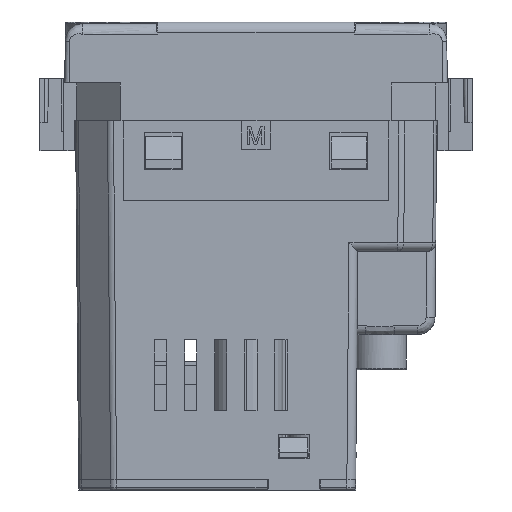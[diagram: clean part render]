
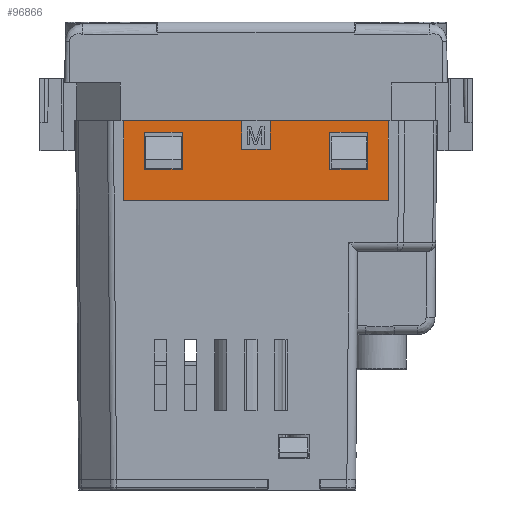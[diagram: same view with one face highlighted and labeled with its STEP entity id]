
A CAD part, left-side view. The second image highlights one B-rep face of the part: STEP entity #96866.
In plain terms, the highlighted planar face has unit normal (-1, 0, 0).
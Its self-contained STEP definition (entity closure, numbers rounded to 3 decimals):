
#184 = LINE ( 'NONE', #70901, #84810 ) ;
#792 = LINE ( 'NONE', #55364, #106533 ) ;
#2155 = ORIENTED_EDGE ( 'NONE', *, *, #24131, .F. ) ;
#2638 = VERTEX_POINT ( 'NONE', #69638 ) ;
#2667 = CARTESIAN_POINT ( 'NONE',  ( -23.5, -15., 0. ) ) ;
#3173 = VECTOR ( 'NONE', #50069, 1000. ) ;
#3521 = LINE ( 'NONE', #95075, #80497 ) ;
#3874 = CARTESIAN_POINT ( 'NONE',  ( -23.5, -1.6, 0. ) ) ;
#5028 = VERTEX_POINT ( 'NONE', #122647 ) ;
#8745 = DIRECTION ( 'NONE',  ( 0., 1., 0. ) ) ;
#12245 = VERTEX_POINT ( 'NONE', #54893 ) ;
#12651 = LINE ( 'NONE', #93215, #17249 ) ;
#12890 = ORIENTED_EDGE ( 'NONE', *, *, #89979, .T. ) ;
#13111 = DIRECTION ( 'NONE',  ( 0., 1., 0. ) ) ;
#13313 = VECTOR ( 'NONE', #58785, 1000. ) ;
#13909 = EDGE_LOOP ( 'NONE', ( #18435, #49379, #2155, #60485, #21348, #37637, #12890, #18776 ) ) ;
#14410 = FACE_OUTER_BOUND ( 'NONE', #13909, .T. ) ;
#15511 = CARTESIAN_POINT ( 'NONE',  ( -23.5, 8.35, -5.5 ) ) ;
#15556 = AXIS2_PLACEMENT_3D ( 'NONE', #122988, #84513, #83694 ) ;
#16541 = DIRECTION ( 'NONE',  ( 0., 0., -1. ) ) ;
#17015 = EDGE_LOOP ( 'NONE', ( #39395, #123306, #64594, #90848 ) ) ;
#17249 = VECTOR ( 'NONE', #83901, 1000. ) ;
#18435 = ORIENTED_EDGE ( 'NONE', *, *, #105181, .T. ) ;
#18475 = CARTESIAN_POINT ( 'NONE',  ( -23.5, 8.35, -1.3 ) ) ;
#18507 = CARTESIAN_POINT ( 'NONE',  ( -23.5, -12.65, -1.3 ) ) ;
#18776 = ORIENTED_EDGE ( 'NONE', *, *, #83252, .T. ) ;
#19641 = LINE ( 'NONE', #3874, #113292 ) ;
#21348 = ORIENTED_EDGE ( 'NONE', *, *, #21360, .T. ) ;
#21360 = EDGE_CURVE ( 'NONE', #83213, #120107, #104343, .T. ) ;
#23743 = CARTESIAN_POINT ( 'NONE',  ( -23.5, 8.35, -5.5 ) ) ;
#24082 = ORIENTED_EDGE ( 'NONE', *, *, #32694, .F. ) ;
#24131 = EDGE_CURVE ( 'NONE', #107229, #97538, #64650, .T. ) ;
#24744 = VECTOR ( 'NONE', #52089, 1000. ) ;
#29590 = CARTESIAN_POINT ( 'NONE',  ( -23.5, 12.65, -5.5 ) ) ;
#30759 = VERTEX_POINT ( 'NONE', #105870 ) ;
#31268 = CARTESIAN_POINT ( 'NONE',  ( -23.5, -1.6, -3.2 ) ) ;
#31480 = VECTOR ( 'NONE', #13111, 1000. ) ;
#32040 = ORIENTED_EDGE ( 'NONE', *, *, #53067, .F. ) ;
#32694 = EDGE_CURVE ( 'NONE', #74021, #57386, #792, .T. ) ;
#34393 = CARTESIAN_POINT ( 'NONE',  ( -23.5, -8.35, -5.5 ) ) ;
#34849 = CARTESIAN_POINT ( 'NONE',  ( -23.5, -15., 0. ) ) ;
#36210 = EDGE_CURVE ( 'NONE', #96403, #36884, #86020, .T. ) ;
#36884 = VERTEX_POINT ( 'NONE', #100321 ) ;
#37086 = LINE ( 'NONE', #18475, #76297 ) ;
#37637 = ORIENTED_EDGE ( 'NONE', *, *, #38292, .T. ) ;
#37981 = CARTESIAN_POINT ( 'NONE',  ( -23.5, -1.6, -3.2 ) ) ;
#38292 = EDGE_CURVE ( 'NONE', #120107, #115702, #78788, .T. ) ;
#38621 = DIRECTION ( 'NONE',  ( 0., 1., 0. ) ) ;
#39395 = ORIENTED_EDGE ( 'NONE', *, *, #77981, .F. ) ;
#48826 = CARTESIAN_POINT ( 'NONE',  ( -23.5, -12.65, -5.5 ) ) ;
#49196 = FACE_BOUND ( 'NONE', #17015, .T. ) ;
#49379 = ORIENTED_EDGE ( 'NONE', *, *, #55956, .T. ) ;
#50069 = DIRECTION ( 'NONE',  ( 0., 0., 1. ) ) ;
#52089 = DIRECTION ( 'NONE',  ( 0., -1., 0. ) ) ;
#53067 = EDGE_CURVE ( 'NONE', #57386, #2638, #95764, .T. ) ;
#54893 = CARTESIAN_POINT ( 'NONE',  ( -23.5, 1.6, 0. ) ) ;
#55364 = CARTESIAN_POINT ( 'NONE',  ( -23.5, -8.35, -1.3 ) ) ;
#55956 = EDGE_CURVE ( 'NONE', #12245, #97538, #124166, .T. ) ;
#57058 = EDGE_CURVE ( 'NONE', #2638, #5028, #66607, .T. ) ;
#57386 = VERTEX_POINT ( 'NONE', #34393 ) ;
#58785 = DIRECTION ( 'NONE',  ( 0., 0., 1. ) ) ;
#59184 = VERTEX_POINT ( 'NONE', #101469 ) ;
#60485 = ORIENTED_EDGE ( 'NONE', *, *, #95181, .F. ) ;
#64395 = VECTOR ( 'NONE', #38621, 1000. ) ;
#64594 = ORIENTED_EDGE ( 'NONE', *, *, #107220, .F. ) ;
#64650 = LINE ( 'NONE', #78985, #13313 ) ;
#66607 = LINE ( 'NONE', #48826, #3173 ) ;
#66611 = CARTESIAN_POINT ( 'NONE',  ( -23.5, -8.35, -1.3 ) ) ;
#69638 = CARTESIAN_POINT ( 'NONE',  ( -23.5, -12.65, -5.5 ) ) ;
#70901 = CARTESIAN_POINT ( 'NONE',  ( -23.5, 12.65, -5.5 ) ) ;
#72064 = EDGE_CURVE ( 'NONE', #59184, #108542, #3521, .T. ) ;
#72813 = VECTOR ( 'NONE', #107778, 1000. ) ;
#73761 = VECTOR ( 'NONE', #123233, 1000. ) ;
#74021 = VERTEX_POINT ( 'NONE', #66611 ) ;
#74443 = PLANE ( 'NONE',  #15556 ) ;
#75603 = VERTEX_POINT ( 'NONE', #37981 ) ;
#75661 = VECTOR ( 'NONE', #103134, 1000. ) ;
#76297 = VECTOR ( 'NONE', #8745, 1000. ) ;
#77380 = CARTESIAN_POINT ( 'NONE',  ( -23.5, -15., -9. ) ) ;
#77981 = EDGE_CURVE ( 'NONE', #36884, #59184, #37086, .T. ) ;
#78788 = LINE ( 'NONE', #80415, #86408 ) ;
#78985 = CARTESIAN_POINT ( 'NONE',  ( -23.5, 15., -9. ) ) ;
#79511 = LINE ( 'NONE', #77380, #64395 ) ;
#79789 = LINE ( 'NONE', #31268, #31480 ) ;
#80415 = CARTESIAN_POINT ( 'NONE',  ( -23.5, -15., 0. ) ) ;
#80497 = VECTOR ( 'NONE', #104772, 1000. ) ;
#81384 = CARTESIAN_POINT ( 'NONE',  ( -23.5, 15., -9. ) ) ;
#81698 = ORIENTED_EDGE ( 'NONE', *, *, #94461, .F. ) ;
#83213 = VERTEX_POINT ( 'NONE', #100047 ) ;
#83252 = EDGE_CURVE ( 'NONE', #75603, #30759, #79789, .T. ) ;
#83694 = DIRECTION ( 'NONE',  ( 0., 1., 0. ) ) ;
#83901 = DIRECTION ( 'NONE',  ( 0., 0., 1. ) ) ;
#84513 = DIRECTION ( 'NONE',  ( 1., 0., 0. ) ) ;
#84810 = VECTOR ( 'NONE', #112689, 1000. ) ;
#86020 = LINE ( 'NONE', #23743, #92102 ) ;
#86408 = VECTOR ( 'NONE', #119724, 1000. ) ;
#86948 = FACE_BOUND ( 'NONE', #100166, .T. ) ;
#89970 = DIRECTION ( 'NONE',  ( 0., 0., -1. ) ) ;
#89979 = EDGE_CURVE ( 'NONE', #115702, #75603, #19641, .T. ) ;
#90848 = ORIENTED_EDGE ( 'NONE', *, *, #72064, .F. ) ;
#92102 = VECTOR ( 'NONE', #119196, 1000. ) ;
#92159 = CARTESIAN_POINT ( 'NONE',  ( -23.5, -15., -9. ) ) ;
#93215 = CARTESIAN_POINT ( 'NONE',  ( -23.5, 1.6, -3.2 ) ) ;
#94461 = EDGE_CURVE ( 'NONE', #5028, #74021, #125140, .T. ) ;
#95075 = CARTESIAN_POINT ( 'NONE',  ( -23.5, 12.65, -1.3 ) ) ;
#95181 = EDGE_CURVE ( 'NONE', #83213, #107229, #79511, .T. ) ;
#95764 = LINE ( 'NONE', #109498, #24744 ) ;
#96403 = VERTEX_POINT ( 'NONE', #15511 ) ;
#96633 = ORIENTED_EDGE ( 'NONE', *, *, #57058, .F. ) ;
#96866 = ADVANCED_FACE ( 'NONE', ( #86948, #49196, #14410 ), #74443, .F. ) ;
#97538 = VERTEX_POINT ( 'NONE', #116479 ) ;
#100047 = CARTESIAN_POINT ( 'NONE',  ( -23.5, -15., -9. ) ) ;
#100166 = EDGE_LOOP ( 'NONE', ( #24082, #81698, #96633, #32040 ) ) ;
#100321 = CARTESIAN_POINT ( 'NONE',  ( -23.5, 8.35, -1.3 ) ) ;
#101469 = CARTESIAN_POINT ( 'NONE',  ( -23.5, 12.65, -1.3 ) ) ;
#103134 = DIRECTION ( 'NONE',  ( 0., 0., 1. ) ) ;
#104343 = LINE ( 'NONE', #92159, #75661 ) ;
#104772 = DIRECTION ( 'NONE',  ( 0., 0., -1. ) ) ;
#105181 = EDGE_CURVE ( 'NONE', #30759, #12245, #12651, .T. ) ;
#105870 = CARTESIAN_POINT ( 'NONE',  ( -23.5, 1.6, -3.2 ) ) ;
#106533 = VECTOR ( 'NONE', #16541, 1000. ) ;
#107220 = EDGE_CURVE ( 'NONE', #108542, #96403, #184, .T. ) ;
#107229 = VERTEX_POINT ( 'NONE', #81384 ) ;
#107778 = DIRECTION ( 'NONE',  ( 0., 1., 0. ) ) ;
#108542 = VERTEX_POINT ( 'NONE', #29590 ) ;
#109498 = CARTESIAN_POINT ( 'NONE',  ( -23.5, -8.35, -5.5 ) ) ;
#109946 = CARTESIAN_POINT ( 'NONE',  ( -23.5, -1.6, 0. ) ) ;
#112689 = DIRECTION ( 'NONE',  ( 0., -1., 0. ) ) ;
#113292 = VECTOR ( 'NONE', #89970, 1000. ) ;
#115702 = VERTEX_POINT ( 'NONE', #109946 ) ;
#116479 = CARTESIAN_POINT ( 'NONE',  ( -23.5, 15., 0. ) ) ;
#119196 = DIRECTION ( 'NONE',  ( 0., 0., 1. ) ) ;
#119724 = DIRECTION ( 'NONE',  ( 0., 1., 0. ) ) ;
#120107 = VERTEX_POINT ( 'NONE', #34849 ) ;
#122647 = CARTESIAN_POINT ( 'NONE',  ( -23.5, -12.65, -1.3 ) ) ;
#122988 = CARTESIAN_POINT ( 'NONE',  ( -23.5, -15., -9. ) ) ;
#123233 = DIRECTION ( 'NONE',  ( 0., 1., 0. ) ) ;
#123306 = ORIENTED_EDGE ( 'NONE', *, *, #36210, .F. ) ;
#124166 = LINE ( 'NONE', #2667, #72813 ) ;
#125140 = LINE ( 'NONE', #18507, #73761 ) ;
